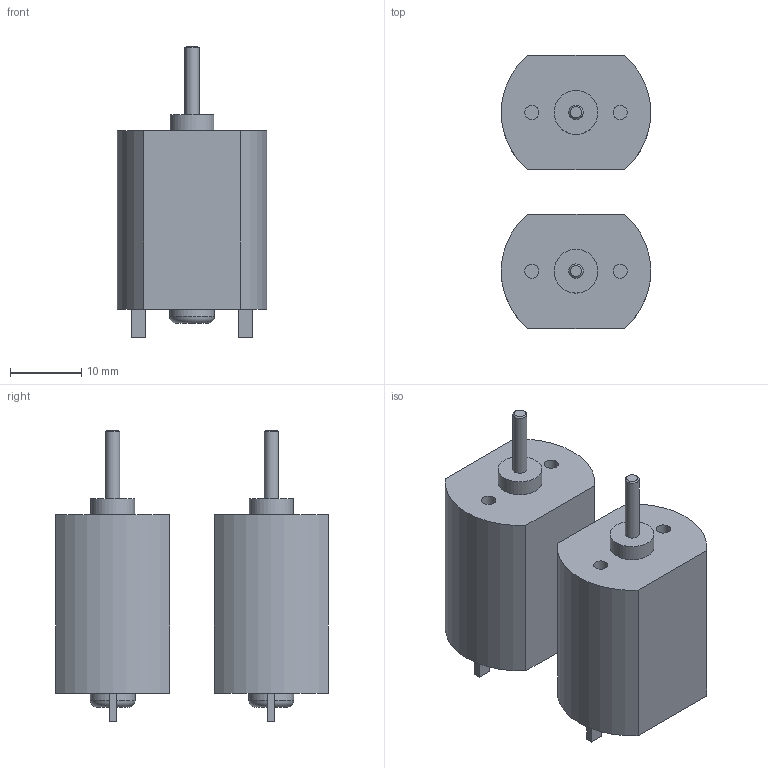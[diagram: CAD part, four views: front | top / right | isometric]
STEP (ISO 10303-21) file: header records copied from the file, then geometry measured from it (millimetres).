
FILE_DESCRIPTION(/* description */ (''),/* implementation_level */ '2;1');
FILE_NAME(/* name */ 'Motors.step',/* time_stamp */ '2019-01-14T18:21:42-06:00',/* author */ (''),/* organization */ (''),/* preprocessor_version */ 'ST-DEVELOPER v17.2',/* originating_system */ 'Autodesk Translation Framework v7.6.0.251',/* authorisation */ '');
FILE_SCHEMA (('AUTOMOTIVE_DESIGN { 1 0 10303 214 3 1 1 }'));
Length unit declared in the file: millimetre
Products named in the file (1): Motors
Bounding box: 21 x 38.27 x 40.85 mm (x, y, z)
Volume: 15308.4 mm3; surface area: 4792.1 mm2
Topology: 2 solids, 2 shells, 56 faces, 114 edges, 76 vertices
Faces by surface type: plane 38, cylinder 14, torus 2, cone 2
Full cylindrical faces by diameter (mm): 2 x6, 6.15 x2, 6.3 x2
Entity records: 1508 total; most frequent: DIRECTION 266, CARTESIAN_POINT 247, ORIENTED_EDGE 228, EDGE_CURVE 114, AXIS2_PLACEMENT_3D 95, LINE 76, VECTOR 76, VERTEX_POINT 76
